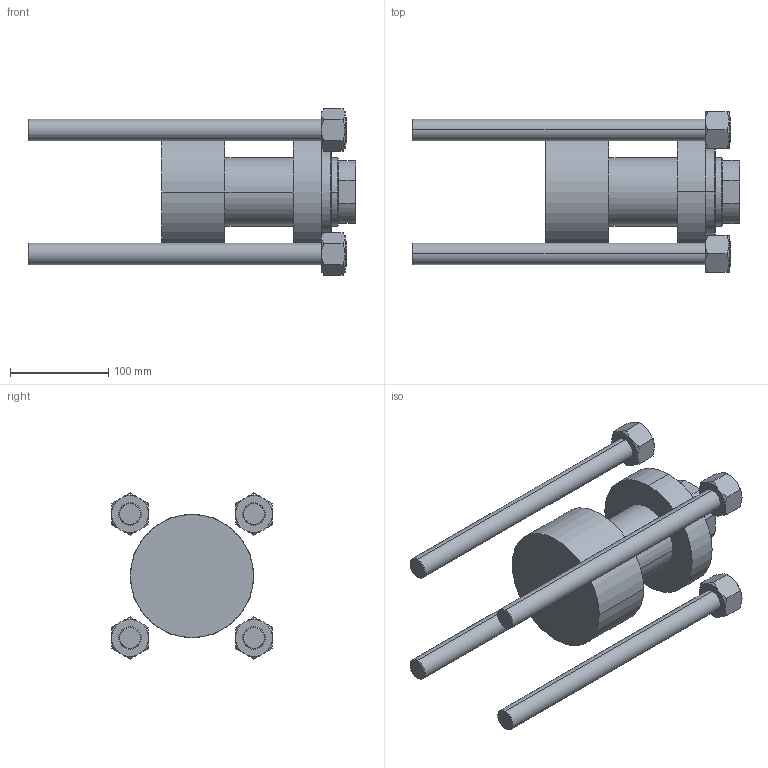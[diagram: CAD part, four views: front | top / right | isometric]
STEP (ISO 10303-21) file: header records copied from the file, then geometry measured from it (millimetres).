
FILE_DESCRIPTION (( 'STEP AP203' ), '1' );
FILE_NAME ('d03c.STEP', '2023-10-31T10:18:24', ( '' ), ( '' ), 'SwSTEP 2.0', 'SolidWorks 2019', '' );
FILE_SCHEMA (( 'CONFIG_CONTROL_DESIGN' ));
Length unit declared in the file: millimetre
Products named in the file (6): d03c; V215CR_VCP 4fae41f92878efab74faa498b4a7f1d4; V215CR_BODY_A 4fae41f92878efab74faa498b4a7f1d4; CR025_012_A_0_G_A_G_M_020_+#_##_TYCINKA 4fae41f92878efab74faa498b4a7f1d4; V215_VC_A 4fae41f92878efab74faa498b4a7f1d4; NUT_M5 4fae41f92878efab74faa498b4a7f1d4
Assembly tree (11 placements, depth 2):
  d03c
    V215CR_BODY_A 4fae41f92878efab74faa498b4a7f1d4
    CR025_012_A_0_G_A_G_M_020_+#_##_TYCINKA 4fae41f92878efab74faa498b4a7f1d4  x4
    NUT_M5 4fae41f92878efab74faa498b4a7f1d4  x4
    V215CR_VCP 4fae41f92878efab74faa498b4a7f1d4
    V215_VC_A 4fae41f92878efab74faa498b4a7f1d4
Bounding box: 333 x 163.35 x 169.14 mm (x, y, z)
Volume: 2007121.8 mm3; surface area: 246980.7 mm2
Topology: 10 solids, 10 shells, 257 faces, 594 edges, 363 vertices
Faces by surface type: plane 107, cone 100, cylinder 42, torus 8
Entity records: 50318 total; most frequent: CARTESIAN_POINT 27108, ORIENTED_EDGE 5276, DIRECTION 3314, EDGE_CURVE 2638, VERTEX_POINT 1737, LINE 1604, VECTOR 1604, EDGE_LOOP 1155
